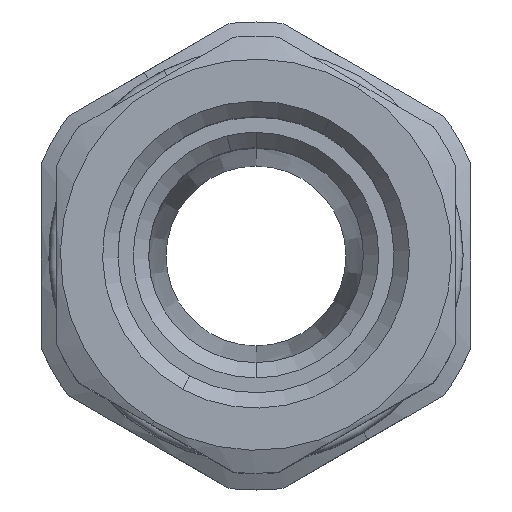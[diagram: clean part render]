
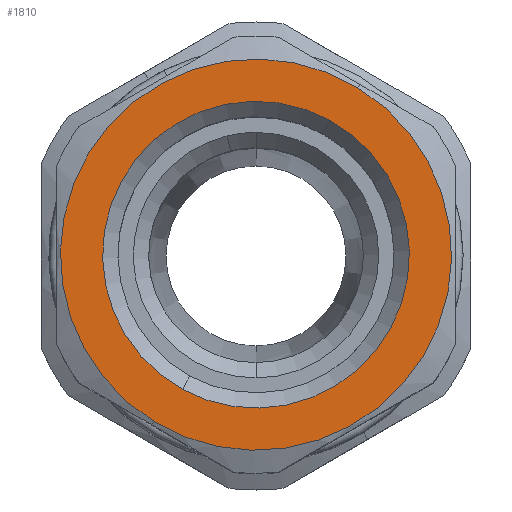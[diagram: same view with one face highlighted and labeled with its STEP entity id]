
A CAD part, top view. The second image highlights one B-rep face of the part: STEP entity #1810.
In plain terms, the highlighted planar face has unit normal (0, 0, 1).
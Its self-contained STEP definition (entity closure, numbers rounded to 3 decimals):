
#1673=AXIS2_PLACEMENT_3D('Circle Axis2P3D',#1671,#1672,$) ;
#1704=AXIS2_PLACEMENT_3D('Circle Axis2P3D',#1702,#1703,$) ;
#1786=AXIS2_PLACEMENT_3D('Plane Axis2P3D',#1783,#1784,#1785) ;
#1794=AXIS2_PLACEMENT_3D('Circle Axis2P3D',#1792,#1793,$) ;
#1803=AXIS2_PLACEMENT_3D('Circle Axis2P3D',#1801,#1802,$) ;
#1668=CARTESIAN_POINT('Vertex',(7.366,4.362,68.75)) ;
#1671=CARTESIAN_POINT('Axis2P3D Location',(14.,15.25,68.75)) ;
#1675=CARTESIAN_POINT('Vertex',(20.634,26.138,68.75)) ;
#1702=CARTESIAN_POINT('Axis2P3D Location',(14.,15.25,68.75)) ;
#1783=CARTESIAN_POINT('Axis2P3D Location',(14.,15.25,68.75)) ;
#1792=CARTESIAN_POINT('Axis2P3D Location',(14.,15.25,68.75)) ;
#1796=CARTESIAN_POINT('Vertex',(18.794,24.026,68.75)) ;
#1798=CARTESIAN_POINT('Vertex',(9.206,6.474,68.75)) ;
#1801=CARTESIAN_POINT('Axis2P3D Location',(14.,15.25,68.75)) ;
#1672=DIRECTION('Axis2P3D Direction',(0.,0.,-1.)) ;
#1703=DIRECTION('Axis2P3D Direction',(0.,0.,-1.)) ;
#1784=DIRECTION('Axis2P3D Direction',(0.,0.,-1.)) ;
#1785=DIRECTION('Axis2P3D XDirection',(0.,-1.,0.)) ;
#1793=DIRECTION('Axis2P3D Direction',(0.,0.,-1.)) ;
#1802=DIRECTION('Axis2P3D Direction',(0.,0.,-1.)) ;
#1789=ORIENTED_EDGE('',*,*,#1706,.T.) ;
#1790=ORIENTED_EDGE('',*,*,#1677,.T.) ;
#1807=ORIENTED_EDGE('',*,*,#1800,.T.) ;
#1808=ORIENTED_EDGE('',*,*,#1805,.T.) ;
#1809=FACE_BOUND('',#1806,.T.) ;
#1810=ADVANCED_FACE('Part1.1\\Koerper.2',(#1791,#1809),#1787,.F.) ;
#1674=CIRCLE('generated circle',#1673,12.75) ;
#1705=CIRCLE('generated circle',#1704,12.75) ;
#1795=CIRCLE('generated circle',#1794,10.) ;
#1804=CIRCLE('generated circle',#1803,10.) ;
#1677=EDGE_CURVE('',#1676,#1669,#1674,.F.) ;
#1706=EDGE_CURVE('',#1669,#1676,#1705,.F.) ;
#1800=EDGE_CURVE('',#1797,#1799,#1795,.T.) ;
#1805=EDGE_CURVE('',#1799,#1797,#1804,.T.) ;
#1788=EDGE_LOOP('',(#1789,#1790)) ;
#1806=EDGE_LOOP('',(#1807,#1808)) ;
#1791=FACE_OUTER_BOUND('',#1788,.T.) ;
#1787=PLANE('',#1786) ;
#1669=VERTEX_POINT('',#1668) ;
#1676=VERTEX_POINT('',#1675) ;
#1797=VERTEX_POINT('',#1796) ;
#1799=VERTEX_POINT('',#1798) ;
